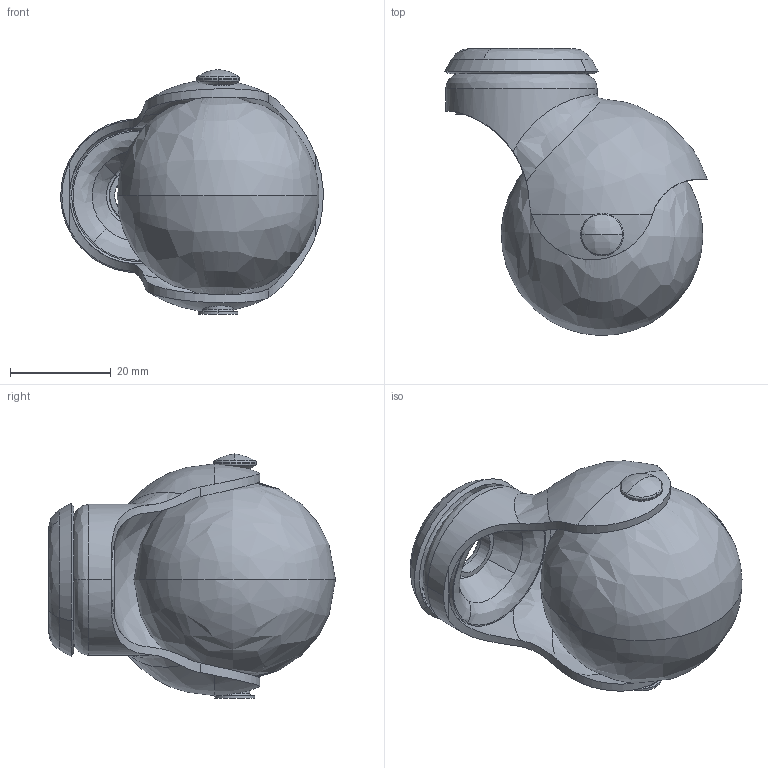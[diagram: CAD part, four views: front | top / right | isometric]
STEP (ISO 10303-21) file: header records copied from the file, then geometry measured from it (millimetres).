
FILE_DESCRIPTION (( 'STEP AP214' ), '1' );
FILE_NAME ('0010295_L-1321-40-1.STEP', '2015-10-21T11:40:24', ( '' ), ( '' ), 'SwSTEP 2.0', 'SolidWorks 2014', '' );
FILE_SCHEMA (( 'AUTOMOTIVE_DESIGN' ));
Length unit declared in the file: millimetre
Products named in the file (1): 0010295_L-1321-40-1
Bounding box: 52.12 x 56.94 x 48.5 mm (x, y, z)
Surface area: 17131 mm2 (no closed solid volume)
Topology: 0 solids, 5 shells, 108 faces, 264 edges, 162 vertices
Faces by surface type: bspline 52, cylinder 32, cone 14, plane 10
Entity records: 6897 total; most frequent: CARTESIAN_POINT 3700, ORIENTED_EDGE 516, DIRECTION 463, EDGE_CURVE 258, AXIS2_PLACEMENT_3D 207, VERTEX_POINT 162, CIRCLE 150, EDGE_LOOP 122
